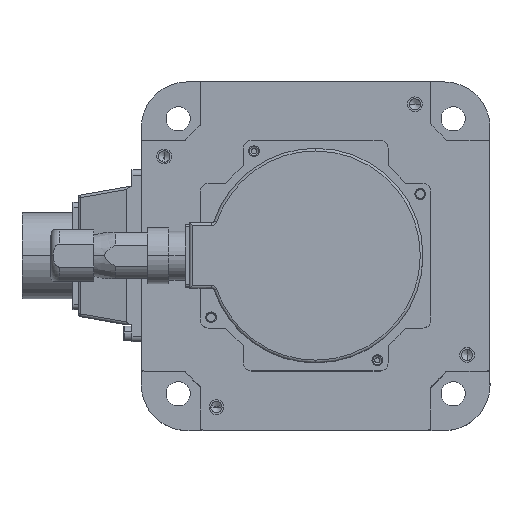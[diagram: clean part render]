
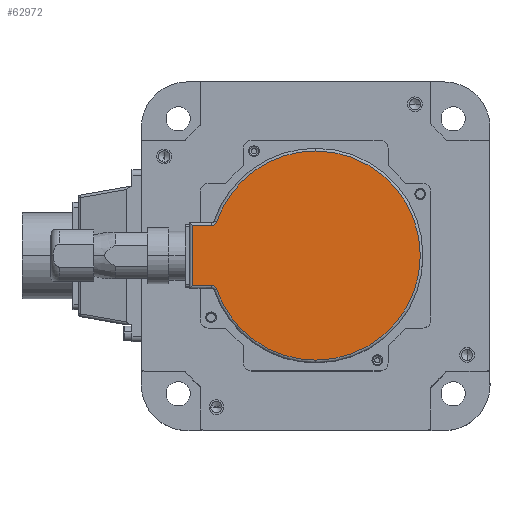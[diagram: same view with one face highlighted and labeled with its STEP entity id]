
A CAD part, top view. The second image highlights one B-rep face of the part: STEP entity #62972.
In plain terms, the highlighted face is planar.
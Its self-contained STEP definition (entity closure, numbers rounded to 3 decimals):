
#2370 = EDGE_CURVE ( 'NONE', #18814, #19853, #32007, .T. ) ;
#2722 = ORIENTED_EDGE ( 'NONE', *, *, #44412, .T. ) ;
#4630 = DIRECTION ( 'NONE',  ( 1., 0., 0. ) ) ;
#5824 = ORIENTED_EDGE ( 'NONE', *, *, #54326, .T. ) ;
#5932 = CARTESIAN_POINT ( 'NONE',  ( -20., 36.907, 12.604 ) ) ;
#5970 = CARTESIAN_POINT ( 'NONE',  ( -20., 0., 0. ) ) ;
#7248 = LINE ( 'NONE', #37177, #20333 ) ;
#7422 = VECTOR ( 'NONE', #44530, 1000. ) ;
#7501 = CARTESIAN_POINT ( 'NONE',  ( -20., 0., 0. ) ) ;
#12802 = DIRECTION ( 'NONE',  ( 0., 0., 1. ) ) ;
#14590 = CARTESIAN_POINT ( 'NONE',  ( -20., 46., -12.25 ) ) ;
#14836 = DIRECTION ( 'NONE',  ( 0., 0., 1. ) ) ;
#15672 = EDGE_CURVE ( 'NONE', #19853, #32030, #65999, .T. ) ;
#17247 = VERTEX_POINT ( 'NONE', #35002 ) ;
#17390 = CARTESIAN_POINT ( 'NONE',  ( -20., 46., -11.25 ) ) ;
#18514 = AXIS2_PLACEMENT_3D ( 'NONE', #5970, #44757, #14836 ) ;
#18814 = VERTEX_POINT ( 'NONE', #5932 ) ;
#19853 = VERTEX_POINT ( 'NONE', #36674 ) ;
#20333 = VECTOR ( 'NONE', #67163, 1000. ) ;
#24967 = CARTESIAN_POINT ( 'NONE',  ( -20., 0., 0. ) ) ;
#25571 = EDGE_LOOP ( 'NONE', ( #46808, #2722, #66251, #54620, #49368, #31807, #5824, #44870 ) ) ;
#26602 = CARTESIAN_POINT ( 'NONE',  ( -20., 0., 0. ) ) ;
#26710 = LINE ( 'NONE', #14590, #7422 ) ;
#26920 = CARTESIAN_POINT ( 'NONE',  ( -20., 38.8, -13.25 ) ) ;
#27067 = CARTESIAN_POINT ( 'NONE',  ( -20., 47., 11.25 ) ) ;
#30037 = CARTESIAN_POINT ( 'NONE',  ( -20., 0., -39. ) ) ;
#30473 = VERTEX_POINT ( 'NONE', #39050 ) ;
#30796 = CIRCLE ( 'NONE', #18514, 39. ) ;
#31807 = ORIENTED_EDGE ( 'NONE', *, *, #45522, .T. ) ;
#32007 = CIRCLE ( 'NONE', #44349, 2. ) ;
#32030 = VERTEX_POINT ( 'NONE', #46141 ) ;
#32191 = DIRECTION ( 'NONE',  ( -1., 0., 0. ) ) ;
#32922 = VECTOR ( 'NONE', #57148, 1000. ) ;
#34484 = DIRECTION ( 'NONE',  ( 0., 0., 1. ) ) ;
#35002 = CARTESIAN_POINT ( 'NONE',  ( -20., 36.907, -12.604 ) ) ;
#35484 = VERTEX_POINT ( 'NONE', #17390 ) ;
#35835 = DIRECTION ( 'NONE',  ( 0., 0., 1. ) ) ;
#36674 = CARTESIAN_POINT ( 'NONE',  ( -20., 38.8, 11.25 ) ) ;
#37177 = CARTESIAN_POINT ( 'NONE',  ( -20., 38.8, -11.25 ) ) ;
#39050 = CARTESIAN_POINT ( 'NONE',  ( -20., 38.8, -11.25 ) ) ;
#41084 = DIRECTION ( 'NONE',  ( 0., 0., 1. ) ) ;
#42196 = PLANE ( 'NONE',  #47900 ) ;
#43389 = CARTESIAN_POINT ( 'NONE',  ( -20., 38.8, 13.25 ) ) ;
#44328 = AXIS2_PLACEMENT_3D ( 'NONE', #24967, #63874, #12802 ) ;
#44349 = AXIS2_PLACEMENT_3D ( 'NONE', #43389, #4630, #34484 ) ;
#44412 = EDGE_CURVE ( 'NONE', #32030, #35484, #26710, .T. ) ;
#44530 = DIRECTION ( 'NONE',  ( 0., 0., -1. ) ) ;
#44757 = DIRECTION ( 'NONE',  ( -1., 0., 0. ) ) ;
#44870 = ORIENTED_EDGE ( 'NONE', *, *, #2370, .T. ) ;
#45522 = EDGE_CURVE ( 'NONE', #49998, #62896, #30796, .T. ) ;
#46141 = CARTESIAN_POINT ( 'NONE',  ( -20., 46., 11.25 ) ) ;
#46323 = DIRECTION ( 'NONE',  ( -1., 0., 0. ) ) ;
#46808 = ORIENTED_EDGE ( 'NONE', *, *, #15672, .T. ) ;
#46947 = FACE_OUTER_BOUND ( 'NONE', #25571, .T. ) ;
#47068 = AXIS2_PLACEMENT_3D ( 'NONE', #7501, #46323, #64106 ) ;
#47900 = AXIS2_PLACEMENT_3D ( 'NONE', #26602, #32191, #41084 ) ;
#49368 = ORIENTED_EDGE ( 'NONE', *, *, #57954, .T. ) ;
#49998 = VERTEX_POINT ( 'NONE', #30037 ) ;
#50530 = AXIS2_PLACEMENT_3D ( 'NONE', #26920, #65851, #35835 ) ;
#53149 = CARTESIAN_POINT ( 'NONE',  ( -20., 0., 39. ) ) ;
#54326 = EDGE_CURVE ( 'NONE', #62896, #18814, #65306, .T. ) ;
#54620 = ORIENTED_EDGE ( 'NONE', *, *, #61186, .T. ) ;
#56702 = CIRCLE ( 'NONE', #44328, 39. ) ;
#57148 = DIRECTION ( 'NONE',  ( 0., 1., 0. ) ) ;
#57954 = EDGE_CURVE ( 'NONE', #17247, #49998, #56702, .T. ) ;
#61186 = EDGE_CURVE ( 'NONE', #30473, #17247, #62793, .T. ) ;
#61639 = EDGE_CURVE ( 'NONE', #35484, #30473, #7248, .T. ) ;
#62793 = CIRCLE ( 'NONE', #50530, 2. ) ;
#62896 = VERTEX_POINT ( 'NONE', #53149 ) ;
#62972 = ADVANCED_FACE ( 'NONE', ( #46947 ), #42196, .T. ) ;
#63874 = DIRECTION ( 'NONE',  ( -1., 0., 0. ) ) ;
#64106 = DIRECTION ( 'NONE',  ( 0., 0., 1. ) ) ;
#65306 = CIRCLE ( 'NONE', #47068, 39. ) ;
#65851 = DIRECTION ( 'NONE',  ( 1., 0., 0. ) ) ;
#65999 = LINE ( 'NONE', #27067, #32922 ) ;
#66251 = ORIENTED_EDGE ( 'NONE', *, *, #61639, .T. ) ;
#67163 = DIRECTION ( 'NONE',  ( 0., -1., 0. ) ) ;
